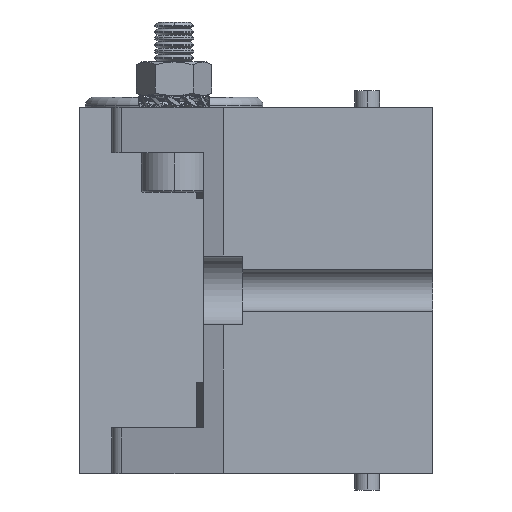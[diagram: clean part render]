
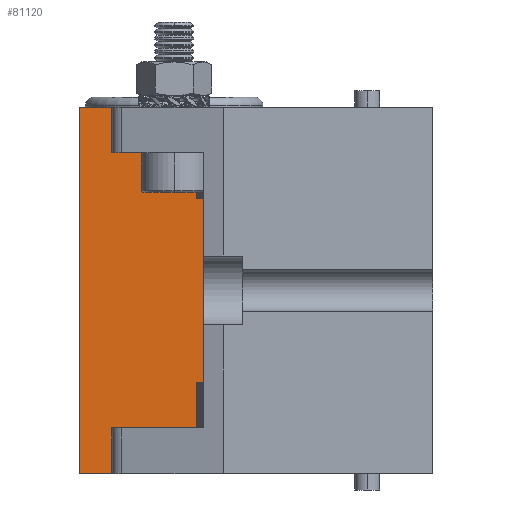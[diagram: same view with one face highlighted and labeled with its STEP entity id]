
A CAD part, left-side view. The second image highlights one B-rep face of the part: STEP entity #81120.
In plain terms, the highlighted planar face has unit normal (-1, 0, 0).
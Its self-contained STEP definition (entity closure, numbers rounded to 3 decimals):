
#526 = CARTESIAN_POINT ( 'NONE',  ( -43., 9.063, -14. ) ) ;
#1407 = VERTEX_POINT ( 'NONE', #28995 ) ;
#2959 = VECTOR ( 'NONE', #77678, 1000. ) ;
#3935 = VECTOR ( 'NONE', #85417, 1000. ) ;
#4717 = CARTESIAN_POINT ( 'NONE',  ( -43., 22., 28. ) ) ;
#5617 = LINE ( 'NONE', #52344, #2959 ) ;
#6845 = DIRECTION ( 'NONE',  ( 0., 0., 1. ) ) ;
#8564 = LINE ( 'NONE', #4717, #73001 ) ;
#8980 = DIRECTION ( 'NONE',  ( 0., 0., -1. ) ) ;
#10201 = VERTEX_POINT ( 'NONE', #74029 ) ;
#10363 = LINE ( 'NONE', #71600, #32701 ) ;
#12055 = CARTESIAN_POINT ( 'NONE',  ( -43., 8., -14. ) ) ;
#14309 = VERTEX_POINT ( 'NONE', #67079 ) ;
#15021 = LINE ( 'NONE', #79328, #40052 ) ;
#15088 = CARTESIAN_POINT ( 'NONE',  ( -43., 22., 21. ) ) ;
#16156 = CARTESIAN_POINT ( 'NONE',  ( -43., 22., 28. ) ) ;
#16425 = CARTESIAN_POINT ( 'NONE',  ( -43., 8., -21. ) ) ;
#18188 = CARTESIAN_POINT ( 'NONE',  ( -43., 9.063, 14. ) ) ;
#19894 = EDGE_CURVE ( 'NONE', #1407, #66798, #10363, .T. ) ;
#20543 = DIRECTION ( 'NONE',  ( 0., 0., 1. ) ) ;
#21442 = LINE ( 'NONE', #25645, #66144 ) ;
#24398 = EDGE_CURVE ( 'NONE', #47599, #66798, #15021, .T. ) ;
#25645 = CARTESIAN_POINT ( 'NONE',  ( -43., 8., 21. ) ) ;
#27095 = CARTESIAN_POINT ( 'NONE',  ( -43., 27., -28. ) ) ;
#28995 = CARTESIAN_POINT ( 'NONE',  ( -43., 9.063, -21. ) ) ;
#29504 = LINE ( 'NONE', #526, #74221 ) ;
#32701 = VECTOR ( 'NONE', #38180, 1000. ) ;
#35597 = DIRECTION ( 'NONE',  ( 0., 0., 1. ) ) ;
#37282 = EDGE_CURVE ( 'NONE', #58248, #1407, #29504, .T. ) ;
#37370 = DIRECTION ( 'NONE',  ( 0., 0., 1. ) ) ;
#38180 = DIRECTION ( 'NONE',  ( 0., 1., 0. ) ) ;
#38540 = DIRECTION ( 'NONE',  ( 0., 1., 0. ) ) ;
#39606 = CARTESIAN_POINT ( 'NONE',  ( -43., 22., -21. ) ) ;
#40052 = VECTOR ( 'NONE', #20543, 1000. ) ;
#40258 = EDGE_CURVE ( 'NONE', #71608, #14309, #62581, .T. ) ;
#43171 = CARTESIAN_POINT ( 'NONE',  ( -43., 9.063, -14. ) ) ;
#46784 = EDGE_CURVE ( 'NONE', #93219, #86404, #93474, .T. ) ;
#47340 = ORIENTED_EDGE ( 'NONE', *, *, #37282, .F. ) ;
#47599 = VERTEX_POINT ( 'NONE', #53194 ) ;
#48757 = CARTESIAN_POINT ( 'NONE',  ( -43., 22., -28. ) ) ;
#51858 = LINE ( 'NONE', #16425, #54550 ) ;
#52344 = CARTESIAN_POINT ( 'NONE',  ( -43., 22., -28. ) ) ;
#53194 = CARTESIAN_POINT ( 'NONE',  ( -43., 22., -28. ) ) ;
#53329 = LINE ( 'NONE', #79225, #95386 ) ;
#54550 = VECTOR ( 'NONE', #66399, 1000. ) ;
#54742 = VECTOR ( 'NONE', #66194, 1000. ) ;
#54958 = CARTESIAN_POINT ( 'NONE',  ( -43., 22., -28. ) ) ;
#57206 = DIRECTION ( 'NONE',  ( -1., 0., 0. ) ) ;
#57322 = EDGE_LOOP ( 'NONE', ( #47340, #81351, #79858, #62485, #88072, #106619, #92073, #102317, #88866, #64319, #64734, #93292 ) ) ;
#57783 = CARTESIAN_POINT ( 'NONE',  ( -43., 9.063, -14. ) ) ;
#58248 = VERTEX_POINT ( 'NONE', #43171 ) ;
#61428 = AXIS2_PLACEMENT_3D ( 'NONE', #48757, #57206, #6845 ) ;
#62485 = ORIENTED_EDGE ( 'NONE', *, *, #87339, .F. ) ;
#62490 = VERTEX_POINT ( 'NONE', #12055 ) ;
#62558 = EDGE_CURVE ( 'NONE', #78252, #93219, #21442, .T. ) ;
#62581 = LINE ( 'NONE', #27095, #107330 ) ;
#64319 = ORIENTED_EDGE ( 'NONE', *, *, #108226, .F. ) ;
#64499 = CARTESIAN_POINT ( 'NONE',  ( -43., 9.063, 21. ) ) ;
#64734 = ORIENTED_EDGE ( 'NONE', *, *, #24398, .T. ) ;
#66144 = VECTOR ( 'NONE', #84471, 1000. ) ;
#66194 = DIRECTION ( 'NONE',  ( 0., -1., 0. ) ) ;
#66399 = DIRECTION ( 'NONE',  ( 0., 0., -1. ) ) ;
#66798 = VERTEX_POINT ( 'NONE', #39606 ) ;
#67079 = CARTESIAN_POINT ( 'NONE',  ( -43., 27., 28. ) ) ;
#68306 = LINE ( 'NONE', #18188, #3935 ) ;
#70830 = CARTESIAN_POINT ( 'NONE',  ( -43., 27., -28. ) ) ;
#71165 = VECTOR ( 'NONE', #105278, 1000. ) ;
#71600 = CARTESIAN_POINT ( 'NONE',  ( -43., 8., -21. ) ) ;
#71608 = VERTEX_POINT ( 'NONE', #70830 ) ;
#73001 = VECTOR ( 'NONE', #38540, 1000. ) ;
#73740 = PLANE ( 'NONE',  #61428 ) ;
#74029 = CARTESIAN_POINT ( 'NONE',  ( -43., 9.063, 14. ) ) ;
#74221 = VECTOR ( 'NONE', #8980, 1000. ) ;
#77134 = EDGE_CURVE ( 'NONE', #10201, #78252, #53329, .T. ) ;
#77678 = DIRECTION ( 'NONE',  ( 0., 1., 0. ) ) ;
#78252 = VERTEX_POINT ( 'NONE', #64499 ) ;
#79225 = CARTESIAN_POINT ( 'NONE',  ( -43., 9.063, 14. ) ) ;
#79328 = CARTESIAN_POINT ( 'NONE',  ( -43., 22., -28. ) ) ;
#79858 = ORIENTED_EDGE ( 'NONE', *, *, #106074, .F. ) ;
#81120 = ADVANCED_FACE ( 'NONE', ( #82150 ), #73740, .T. ) ;
#81351 = ORIENTED_EDGE ( 'NONE', *, *, #95977, .T. ) ;
#82150 = FACE_OUTER_BOUND ( 'NONE', #57322, .T. ) ;
#84471 = DIRECTION ( 'NONE',  ( 0., 1., 0. ) ) ;
#85417 = DIRECTION ( 'NONE',  ( 0., -1., 0. ) ) ;
#86404 = VERTEX_POINT ( 'NONE', #16156 ) ;
#87339 = EDGE_CURVE ( 'NONE', #10201, #103745, #68306, .T. ) ;
#88072 = ORIENTED_EDGE ( 'NONE', *, *, #77134, .T. ) ;
#88866 = ORIENTED_EDGE ( 'NONE', *, *, #40258, .F. ) ;
#91439 = EDGE_CURVE ( 'NONE', #86404, #14309, #8564, .T. ) ;
#92073 = ORIENTED_EDGE ( 'NONE', *, *, #46784, .T. ) ;
#93219 = VERTEX_POINT ( 'NONE', #15088 ) ;
#93292 = ORIENTED_EDGE ( 'NONE', *, *, #19894, .F. ) ;
#93474 = LINE ( 'NONE', #54958, #71165 ) ;
#95386 = VECTOR ( 'NONE', #37370, 1000. ) ;
#95977 = EDGE_CURVE ( 'NONE', #58248, #62490, #102020, .T. ) ;
#102020 = LINE ( 'NONE', #57783, #54742 ) ;
#102317 = ORIENTED_EDGE ( 'NONE', *, *, #91439, .T. ) ;
#103745 = VERTEX_POINT ( 'NONE', #106208 ) ;
#105278 = DIRECTION ( 'NONE',  ( 0., 0., 1. ) ) ;
#106074 = EDGE_CURVE ( 'NONE', #103745, #62490, #51858, .T. ) ;
#106208 = CARTESIAN_POINT ( 'NONE',  ( -43., 8., 14. ) ) ;
#106619 = ORIENTED_EDGE ( 'NONE', *, *, #62558, .T. ) ;
#107330 = VECTOR ( 'NONE', #35597, 1000. ) ;
#108226 = EDGE_CURVE ( 'NONE', #47599, #71608, #5617, .T. ) ;
